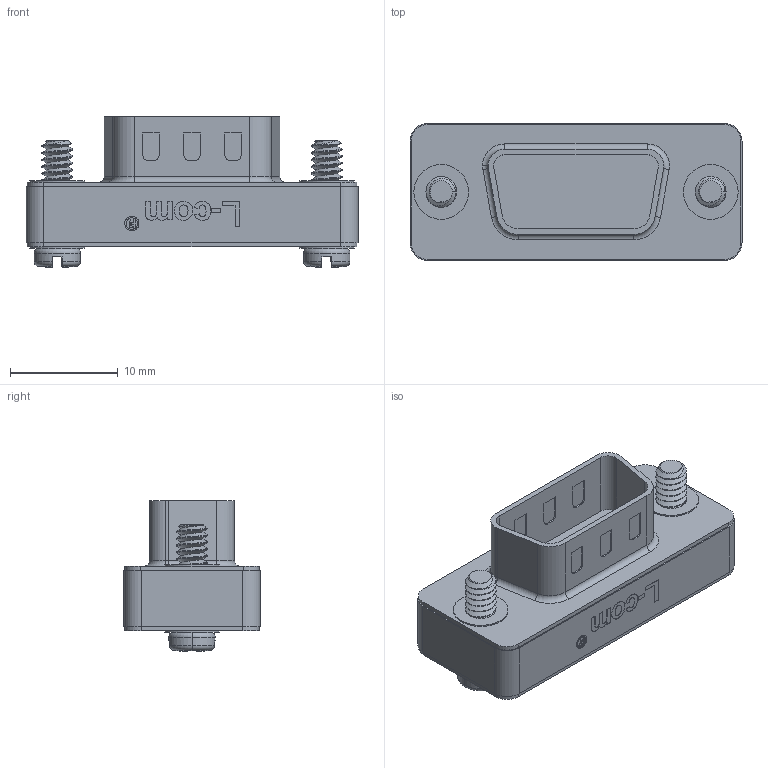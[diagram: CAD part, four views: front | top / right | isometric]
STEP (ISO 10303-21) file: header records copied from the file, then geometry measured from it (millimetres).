
FILE_DESCRIPTION (( 'STEP AP214' ), '1' );
FILE_NAME ('DML009S_3D.STEP', '2021-04-01T16:43:31', ( '' ), ( '' ), 'SwSTEP 2.0', 'SolidWorks 2020', '' );
FILE_SCHEMA (( 'AUTOMOTIVE_DESIGN' ));
Length unit declared in the file: millimetre
Products named in the file (4): DML009S-MA3_DMA009S; DML009S-MA1_DB9; DML009S_3D; DML015P-MA6
Assembly tree (4 placements, depth 2):
  DML009S_3D
    DML009S-MA3_DMA009S
    DML009S-MA1_DB9
    DML015P-MA6  x2
Bounding box: 30.8 x 12.7 x 14 mm (x, y, z)
Volume: 870.1 mm3; surface area: 3667.4 mm2
Topology: 4 solids, 4 shells, 624 faces, 1645 edges, 1069 vertices
Faces by surface type: plane 290, cylinder 144, bspline 127, cone 44, torus 15, sphere 4
Entity records: 28488 total; most frequent: CARTESIAN_POINT 11594, ORIENTED_EDGE 2994, DIRECTION 2352, EDGE_CURVE 1497, VERTEX_POINT 972, LINE 896, VECTOR 896, AXIS2_PLACEMENT_3D 728
